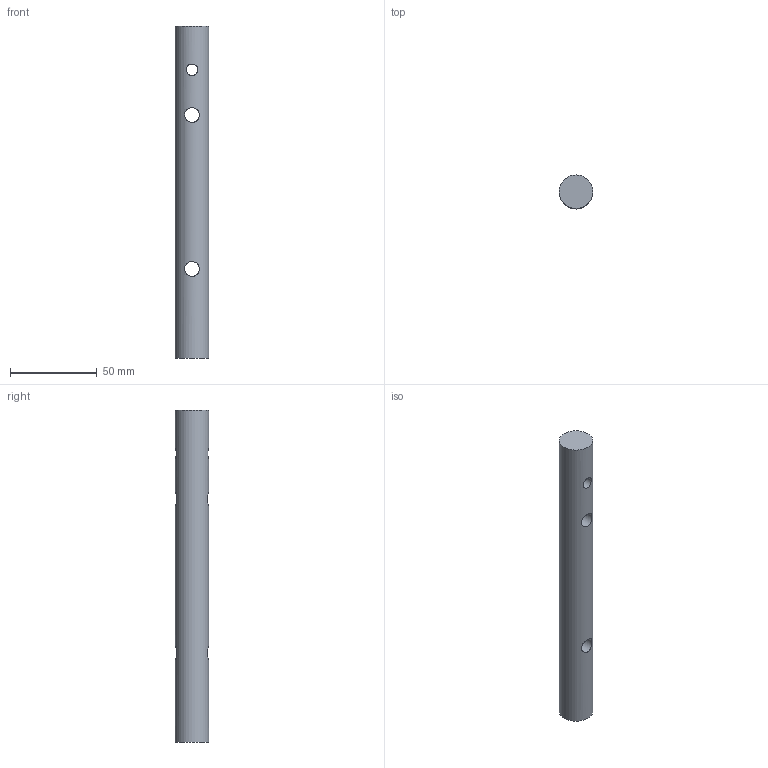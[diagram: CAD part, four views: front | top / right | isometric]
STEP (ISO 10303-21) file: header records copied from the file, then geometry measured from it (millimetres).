
FILE_DESCRIPTION(/* description */ (''),/* implementation_level */ '2;1');
FILE_NAME(/* name */ 'weapon shaft v1.step',/* time_stamp */ '2023-11-29T14:34:08+05:30',/* author */ (''),/* organization */ (''),/* preprocessor_version */ 'ST-DEVELOPER v20',/* originating_system */ 'Autodesk Translation Framework v12.14.0.127',/* authorisation */ '');
FILE_SCHEMA (('AUTOMOTIVE_DESIGN { 1 0 10303 214 3 1 1 }'));
Length unit declared in the file: millimetre
Products named in the file (1): weapon shaft
Bounding box: 19.4 x 19.4 x 191.88 mm (x, y, z)
Volume: 53856.3 mm3; surface area: 13364.2 mm2
Topology: 1 solids, 1 shells, 6 faces, 18 edges, 14 vertices
Faces by surface type: cylinder 4, plane 2
Full cylindrical faces by diameter (mm): 6.65 x1, 8.6 x2, 19.4 x1
Entity records: 440 total; most frequent: CARTESIAN_POINT 246, ORIENTED_EDGE 36, DIRECTION 22, EDGE_CURVE 18, VERTEX_POINT 14, B_SPLINE_CURVE_WITH_KNOTS 12, EDGE_LOOP 12, AXIS2_PLACEMENT_3D 9
